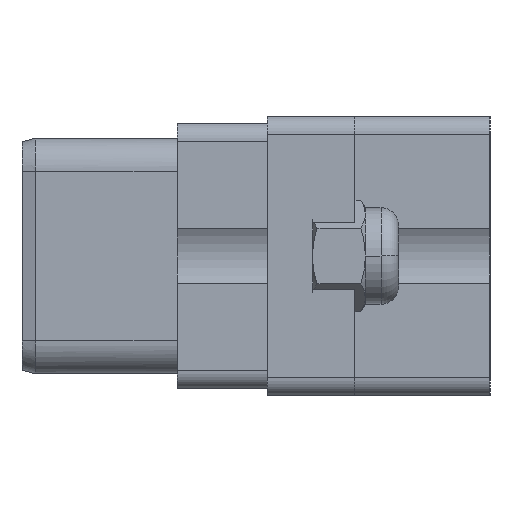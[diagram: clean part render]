
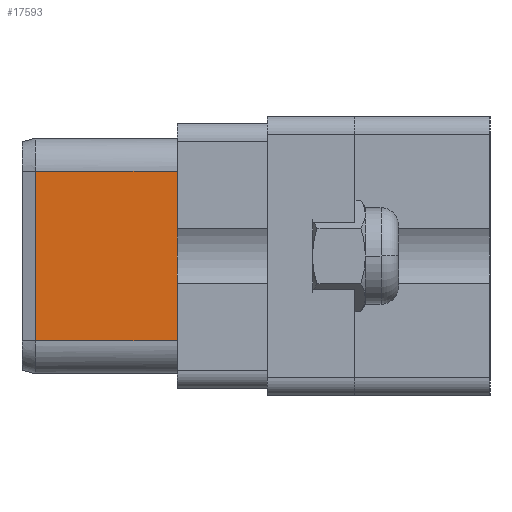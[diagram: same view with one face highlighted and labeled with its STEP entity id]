
A CAD part, left-side view. The second image highlights one B-rep face of the part: STEP entity #17593.
In plain terms, the highlighted planar face has unit normal (-1, 0.011, 0).
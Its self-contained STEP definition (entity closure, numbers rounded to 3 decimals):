
#3712=DIRECTION('',(-0.011,-1.,0.));
#3713=VECTOR('',#3712,8.075);
#3714=CARTESIAN_POINT('',(-36.079,8.09,-4.825));
#3715=LINE('',#3714,#3713);
#3748=CARTESIAN_POINT('',(-36.17,0.015,-4.825));
#3750=DIRECTION('',(0.,0.,1.));
#3751=VECTOR('',#3750,9.65);
#3752=CARTESIAN_POINT('',(-36.079,8.09,-4.825));
#3753=LINE('',#3752,#3751);
#3754=DIRECTION('',(-0.011,-1.,0.));
#3755=VECTOR('',#3754,8.075);
#3756=CARTESIAN_POINT('',(-36.079,8.09,4.825));
#3757=LINE('',#3756,#3755);
#3858=CARTESIAN_POINT('',(-36.17,0.015,4.825));
#3907=DIRECTION('',(0.,0.,1.));
#3908=VECTOR('',#3907,9.65);
#3909=CARTESIAN_POINT('',(-36.17,0.015,-4.825));
#3910=LINE('',#3909,#3908);
#11908=VERTEX_POINT('',#3748);
#11910=VERTEX_POINT('',#3858);
#11929=CARTESIAN_POINT('',(-36.079,8.09,-4.825));
#11930=VERTEX_POINT('',#11929);
#11931=CARTESIAN_POINT('',(-36.079,8.09,4.825));
#11932=VERTEX_POINT('',#11931);
#17580=CARTESIAN_POINT('',(-36.07,8.85,6.705));
#17581=DIRECTION('',(-1.,0.011,0.));
#17582=DIRECTION('',(-0.011,-1.,0.));
#17583=AXIS2_PLACEMENT_3D('',#17580,#17581,#17582);
#17584=PLANE('',#17583);
#17585=ORIENTED_EDGE('',*,*,#17573,.F.);
#17586=ORIENTED_EDGE('',*,*,#17403,.T.);
#17588=ORIENTED_EDGE('',*,*,#17587,.T.);
#17590=ORIENTED_EDGE('',*,*,#17589,.F.);
#17591=EDGE_LOOP('',(#17585,#17586,#17588,#17590));
#17592=FACE_OUTER_BOUND('',#17591,.F.);
#17593=ADVANCED_FACE('',(#17592),#17584,.T.);
#17403=EDGE_CURVE('',#11930,#11932,#3753,.T.);
#17573=EDGE_CURVE('',#11930,#11908,#3715,.T.);
#17587=EDGE_CURVE('',#11932,#11910,#3757,.T.);
#17589=EDGE_CURVE('',#11908,#11910,#3910,.T.);
